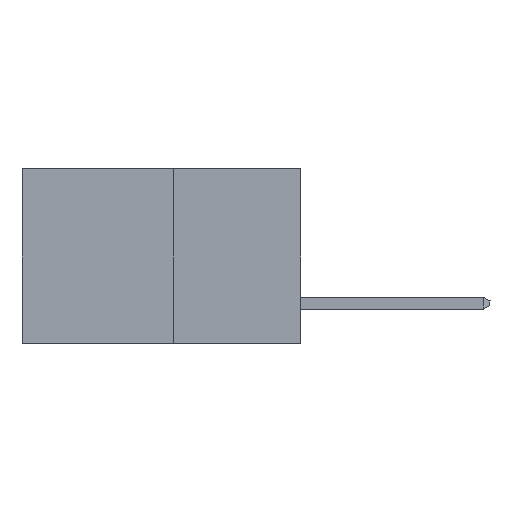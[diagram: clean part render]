
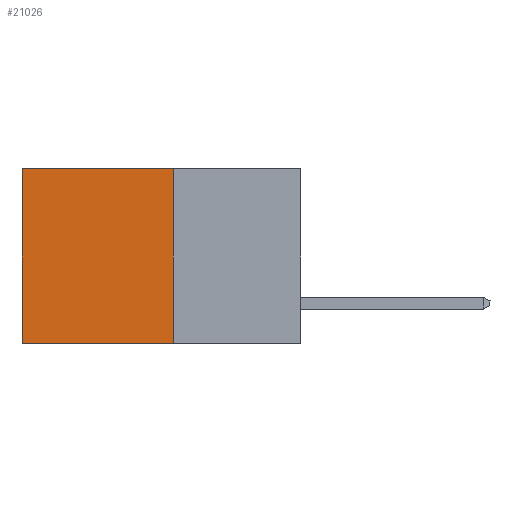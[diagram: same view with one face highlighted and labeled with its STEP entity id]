
A CAD part, left-side view. The second image highlights one B-rep face of the part: STEP entity #21026.
In plain terms, the highlighted planar face has unit normal (-1, 0, 0).
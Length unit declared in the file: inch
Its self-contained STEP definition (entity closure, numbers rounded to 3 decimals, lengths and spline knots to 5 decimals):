
#2251 = VECTOR ( 'NONE', #32930, 39.37008 ) ;
#3202 = ORIENTED_EDGE ( 'NONE', *, *, #24762, .F. ) ;
#3357 = ORIENTED_EDGE ( 'NONE', *, *, #18848, .F. ) ;
#3670 = CARTESIAN_POINT ( 'NONE',  ( 0.277, 0.27, 0. ) ) ;
#3752 = EDGE_CURVE ( 'NONE', #12391, #11631, #30562, .T. ) ;
#5436 = VERTEX_POINT ( 'NONE', #7425 ) ;
#6282 = DIRECTION ( 'NONE',  ( 0., 1., 0. ) ) ;
#6535 = PLANE ( 'NONE',  #20777 ) ;
#7425 = CARTESIAN_POINT ( 'NONE',  ( 0.277, 0.27, -0.37 ) ) ;
#7805 = CARTESIAN_POINT ( 'NONE',  ( 0.277, 0.59, 0. ) ) ;
#8266 = FACE_OUTER_BOUND ( 'NONE', #22455, .T. ) ;
#9165 = LINE ( 'NONE', #12246, #2251 ) ;
#9679 = CARTESIAN_POINT ( 'NONE',  ( 0.277, 0.27, 0. ) ) ;
#9755 = LINE ( 'NONE', #12871, #22709 ) ;
#9944 = VECTOR ( 'NONE', #6282, 39.37008 ) ;
#11507 = CARTESIAN_POINT ( 'NONE',  ( 0.277, 0.27, -0.37 ) ) ;
#11631 = VERTEX_POINT ( 'NONE', #7805 ) ;
#11728 = DIRECTION ( 'NONE',  ( 1., 0., 0. ) ) ;
#12246 = CARTESIAN_POINT ( 'NONE',  ( 0.277, 0.27, -0.37 ) ) ;
#12391 = VERTEX_POINT ( 'NONE', #9679 ) ;
#12871 = CARTESIAN_POINT ( 'NONE',  ( 0.277, 0.59, -0.37 ) ) ;
#15470 = DIRECTION ( 'NONE',  ( 0., 0., -1. ) ) ;
#15578 = ORIENTED_EDGE ( 'NONE', *, *, #3752, .T. ) ;
#16347 = VERTEX_POINT ( 'NONE', #23745 ) ;
#18848 = EDGE_CURVE ( 'NONE', #12391, #5436, #31213, .T. ) ;
#20777 = AXIS2_PLACEMENT_3D ( 'NONE', #24617, #11728, #29789 ) ;
#21026 = ADVANCED_FACE ( 'NONE', ( #8266 ), #6535, .F. ) ;
#22455 = EDGE_LOOP ( 'NONE', ( #29426, #3202, #3357, #15578 ) ) ;
#22665 = EDGE_CURVE ( 'NONE', #11631, #16347, #9755, .T. ) ;
#22709 = VECTOR ( 'NONE', #15470, 39.37008 ) ;
#23522 = VECTOR ( 'NONE', #26998, 39.37008 ) ;
#23745 = CARTESIAN_POINT ( 'NONE',  ( 0.277, 0.59, -0.37 ) ) ;
#24617 = CARTESIAN_POINT ( 'NONE',  ( 0.277, 0.27, -0.37 ) ) ;
#24762 = EDGE_CURVE ( 'NONE', #5436, #16347, #9165, .T. ) ;
#26998 = DIRECTION ( 'NONE',  ( 0., 0., -1. ) ) ;
#29426 = ORIENTED_EDGE ( 'NONE', *, *, #22665, .T. ) ;
#29789 = DIRECTION ( 'NONE',  ( 0., 0., -1. ) ) ;
#30562 = LINE ( 'NONE', #3670, #9944 ) ;
#31213 = LINE ( 'NONE', #11507, #23522 ) ;
#32930 = DIRECTION ( 'NONE',  ( 0., 1., 0. ) ) ;
